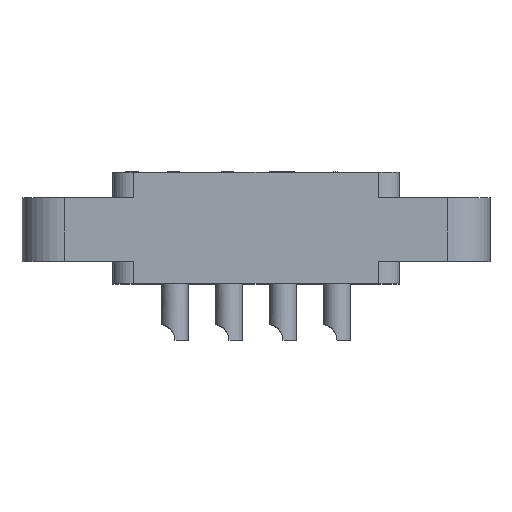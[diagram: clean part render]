
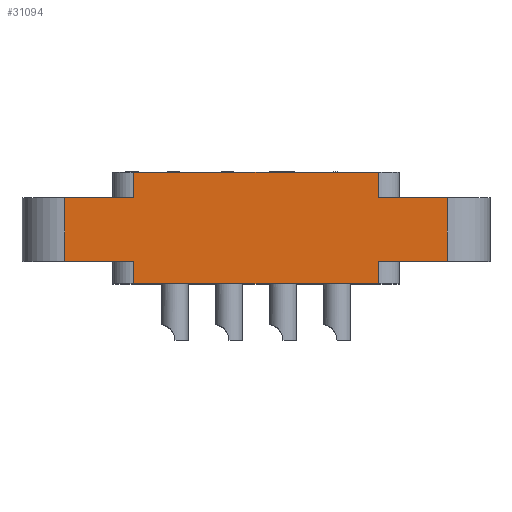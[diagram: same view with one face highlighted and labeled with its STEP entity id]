
A CAD part, top view. The second image highlights one B-rep face of the part: STEP entity #31094.
In plain terms, the highlighted planar face has unit normal (0, 0, 1).
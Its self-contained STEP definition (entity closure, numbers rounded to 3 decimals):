
#19=DIRECTION('',(-1.,0.,0.));
#20=VECTOR('',#19,6.5);
#21=CARTESIAN_POINT('',(18.,8.1,12.7));
#22=LINE('',#21,#20);
#41=DIRECTION('',(0.,1.,0.));
#42=VECTOR('',#41,2.4);
#43=CARTESIAN_POINT('',(11.5,8.1,12.7));
#44=LINE('',#43,#42);
#63=DIRECTION('',(-1.,0.,0.));
#64=VECTOR('',#63,23.);
#65=CARTESIAN_POINT('',(11.5,10.5,12.7));
#66=LINE('',#65,#64);
#1389=DIRECTION('',(0.,-1.,0.));
#1390=VECTOR('',#1389,2.4);
#1391=CARTESIAN_POINT('',(-11.5,10.5,12.7));
#1392=LINE('',#1391,#1390);
#1411=DIRECTION('',(-1.,0.,0.));
#1412=VECTOR('',#1411,6.5);
#1413=CARTESIAN_POINT('',(-11.5,8.1,12.7));
#1414=LINE('',#1413,#1412);
#1461=DIRECTION('',(0.,-1.,0.));
#1462=VECTOR('',#1461,6.);
#1463=CARTESIAN_POINT('',(-18.,8.1,12.7));
#1464=LINE('',#1463,#1462);
#1487=DIRECTION('',(1.,0.,0.));
#1488=VECTOR('',#1487,6.5);
#1489=CARTESIAN_POINT('',(-18.,2.1,12.7));
#1490=LINE('',#1489,#1488);
#1525=DIRECTION('',(0.,-1.,0.));
#1526=VECTOR('',#1525,2.1);
#1527=CARTESIAN_POINT('',(-11.5,2.1,12.7));
#1528=LINE('',#1527,#1526);
#1547=DIRECTION('',(1.,0.,0.));
#1548=VECTOR('',#1547,23.);
#1549=CARTESIAN_POINT('',(-11.5,0.,12.7));
#1550=LINE('',#1549,#1548);
#1733=DIRECTION('',(0.,1.,0.));
#1734=VECTOR('',#1733,2.1);
#1735=CARTESIAN_POINT('',(11.5,0.,12.7));
#1736=LINE('',#1735,#1734);
#1755=DIRECTION('',(1.,0.,0.));
#1756=VECTOR('',#1755,6.5);
#1757=CARTESIAN_POINT('',(11.5,2.1,12.7));
#1758=LINE('',#1757,#1756);
#1793=DIRECTION('',(0.,1.,0.));
#1794=VECTOR('',#1793,6.);
#1795=CARTESIAN_POINT('',(18.,2.1,12.7));
#1796=LINE('',#1795,#1794);
#26617=CARTESIAN_POINT('',(18.,2.1,12.7));
#26618=CARTESIAN_POINT('',(18.,8.1,12.7));
#26619=VERTEX_POINT('',#26617);
#26620=VERTEX_POINT('',#26618);
#26633=CARTESIAN_POINT('',(-18.,8.1,12.7));
#26634=CARTESIAN_POINT('',(-18.,2.1,12.7));
#26635=VERTEX_POINT('',#26633);
#26636=VERTEX_POINT('',#26634);
#26665=CARTESIAN_POINT('',(11.5,8.1,12.7));
#26666=CARTESIAN_POINT('',(11.5,10.5,12.7));
#26667=VERTEX_POINT('',#26665);
#26668=VERTEX_POINT('',#26666);
#26673=CARTESIAN_POINT('',(11.5,0.,12.7));
#26674=CARTESIAN_POINT('',(11.5,2.1,12.7));
#26675=VERTEX_POINT('',#26673);
#26676=VERTEX_POINT('',#26674);
#26681=CARTESIAN_POINT('',(-11.5,2.1,12.7));
#26682=CARTESIAN_POINT('',(-11.5,0.,12.7));
#26683=VERTEX_POINT('',#26681);
#26684=VERTEX_POINT('',#26682);
#26689=CARTESIAN_POINT('',(-11.5,10.5,12.7));
#26690=CARTESIAN_POINT('',(-11.5,8.1,12.7));
#26691=VERTEX_POINT('',#26689);
#26692=VERTEX_POINT('',#26690);
#31064=CARTESIAN_POINT('',(0.,0.,12.7));
#31065=DIRECTION('',(0.,0.,1.));
#31066=DIRECTION('',(1.,0.,0.));
#31067=AXIS2_PLACEMENT_3D('',#31064,#31065,#31066);
#31068=PLANE('',#31067);
#31070=ORIENTED_EDGE('',*,*,#31069,.F.);
#31071=ORIENTED_EDGE('',*,*,#31041,.F.);
#31073=ORIENTED_EDGE('',*,*,#31072,.F.);
#31075=ORIENTED_EDGE('',*,*,#31074,.F.);
#31077=ORIENTED_EDGE('',*,*,#31076,.F.);
#31079=ORIENTED_EDGE('',*,*,#31078,.F.);
#31081=ORIENTED_EDGE('',*,*,#31080,.F.);
#31083=ORIENTED_EDGE('',*,*,#31082,.F.);
#31085=ORIENTED_EDGE('',*,*,#31084,.F.);
#31087=ORIENTED_EDGE('',*,*,#31086,.F.);
#31089=ORIENTED_EDGE('',*,*,#31088,.F.);
#31091=ORIENTED_EDGE('',*,*,#31090,.F.);
#31092=EDGE_LOOP('',(#31070,#31071,#31073,#31075,#31077,#31079,#31081,#31083,
#31085,#31087,#31089,#31091));
#31093=FACE_OUTER_BOUND('',#31092,.F.);
#31094=ADVANCED_FACE('',(#31093),#31068,.T.);
#31041=EDGE_CURVE('',#26620,#26667,#22,.T.);
#31069=EDGE_CURVE('',#26667,#26668,#44,.T.);
#31072=EDGE_CURVE('',#26619,#26620,#1796,.T.);
#31074=EDGE_CURVE('',#26676,#26619,#1758,.T.);
#31076=EDGE_CURVE('',#26675,#26676,#1736,.T.);
#31078=EDGE_CURVE('',#26684,#26675,#1550,.T.);
#31080=EDGE_CURVE('',#26683,#26684,#1528,.T.);
#31082=EDGE_CURVE('',#26636,#26683,#1490,.T.);
#31084=EDGE_CURVE('',#26635,#26636,#1464,.T.);
#31086=EDGE_CURVE('',#26692,#26635,#1414,.T.);
#31088=EDGE_CURVE('',#26691,#26692,#1392,.T.);
#31090=EDGE_CURVE('',#26668,#26691,#66,.T.);
